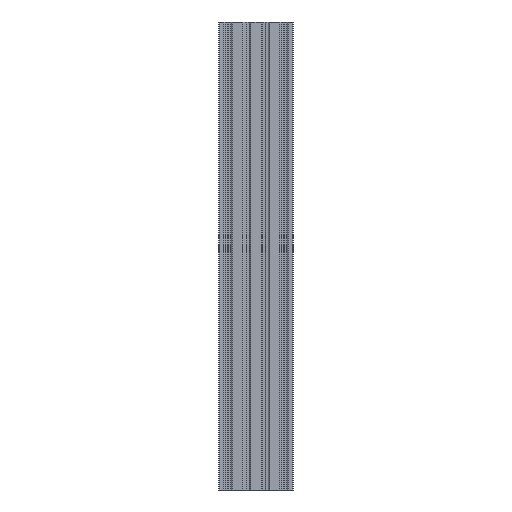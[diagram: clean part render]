
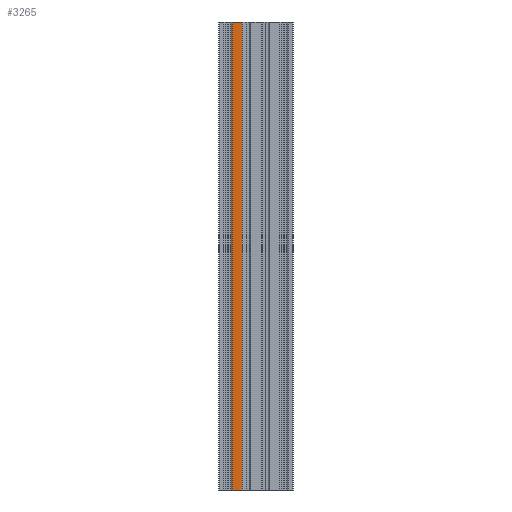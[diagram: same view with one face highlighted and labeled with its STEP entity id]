
A CAD part, left-side view. The second image highlights one B-rep face of the part: STEP entity #3265.
In plain terms, the highlighted planar face has unit normal (-1, 0, 0).
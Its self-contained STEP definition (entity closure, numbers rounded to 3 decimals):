
#31 = DIRECTION ( 'NONE',  ( 0., 1., 0. ) ) ;
#47 = VERTEX_POINT ( 'NONE', #6162 ) ;
#436 = VECTOR ( 'NONE', #2588, 1000. ) ;
#837 = DIRECTION ( 'NONE',  ( 0., 0., 1. ) ) ;
#1204 = EDGE_CURVE ( 'NONE', #3343, #6560, #3192, .T. ) ;
#1315 = ORIENTED_EDGE ( 'NONE', *, *, #1204, .F. ) ;
#1547 = CARTESIAN_POINT ( 'NONE',  ( -10., 25.42, 500. ) ) ;
#1666 = VECTOR ( 'NONE', #31, 1000. ) ;
#1732 = CARTESIAN_POINT ( 'NONE',  ( -10., 14.58, 500. ) ) ;
#1863 = CARTESIAN_POINT ( 'NONE',  ( -10., 14.58, 0. ) ) ;
#1994 = LINE ( 'NONE', #1547, #6025 ) ;
#2588 = DIRECTION ( 'NONE',  ( 0., 1., 0. ) ) ;
#2952 = CARTESIAN_POINT ( 'NONE',  ( -10., 25.42, 500. ) ) ;
#2984 = AXIS2_PLACEMENT_3D ( 'NONE', #5040, #4009, #837 ) ;
#3104 = DIRECTION ( 'NONE',  ( 0., 0., -1. ) ) ;
#3192 = LINE ( 'NONE', #1732, #4456 ) ;
#3199 = ORIENTED_EDGE ( 'NONE', *, *, #3916, .F. ) ;
#3265 = ADVANCED_FACE ( 'NONE', ( #6373 ), #3473, .T. ) ;
#3298 = VERTEX_POINT ( 'NONE', #2952 ) ;
#3343 = VERTEX_POINT ( 'NONE', #6135 ) ;
#3473 = PLANE ( 'NONE',  #2984 ) ;
#3838 = EDGE_LOOP ( 'NONE', ( #3199, #1315, #3862, #6142 ) ) ;
#3862 = ORIENTED_EDGE ( 'NONE', *, *, #4974, .T. ) ;
#3916 = EDGE_CURVE ( 'NONE', #6560, #47, #5708, .T. ) ;
#4009 = DIRECTION ( 'NONE',  ( -1., 0., 0. ) ) ;
#4456 = VECTOR ( 'NONE', #5935, 1000. ) ;
#4661 = EDGE_CURVE ( 'NONE', #3298, #47, #1994, .T. ) ;
#4740 = CARTESIAN_POINT ( 'NONE',  ( -10., 0., 0. ) ) ;
#4974 = EDGE_CURVE ( 'NONE', #3343, #3298, #5863, .T. ) ;
#5040 = CARTESIAN_POINT ( 'NONE',  ( -10., 0., 500. ) ) ;
#5708 = LINE ( 'NONE', #4740, #436 ) ;
#5863 = LINE ( 'NONE', #6327, #1666 ) ;
#5935 = DIRECTION ( 'NONE',  ( 0., 0., -1. ) ) ;
#6025 = VECTOR ( 'NONE', #3104, 1000. ) ;
#6135 = CARTESIAN_POINT ( 'NONE',  ( -10., 14.58, 500. ) ) ;
#6142 = ORIENTED_EDGE ( 'NONE', *, *, #4661, .T. ) ;
#6162 = CARTESIAN_POINT ( 'NONE',  ( -10., 25.42, 0. ) ) ;
#6327 = CARTESIAN_POINT ( 'NONE',  ( -10., 0., 500. ) ) ;
#6373 = FACE_OUTER_BOUND ( 'NONE', #3838, .T. ) ;
#6560 = VERTEX_POINT ( 'NONE', #1863 ) ;
